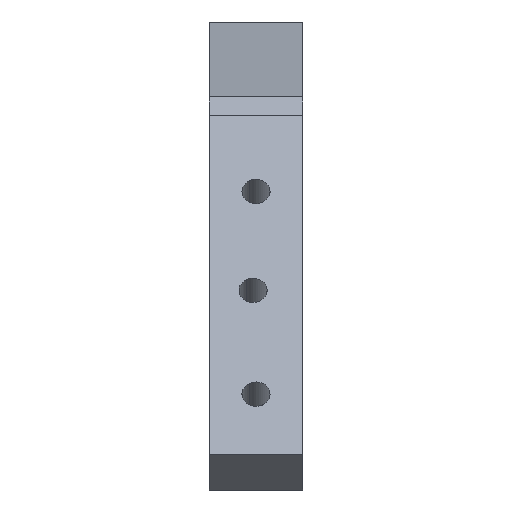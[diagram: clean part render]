
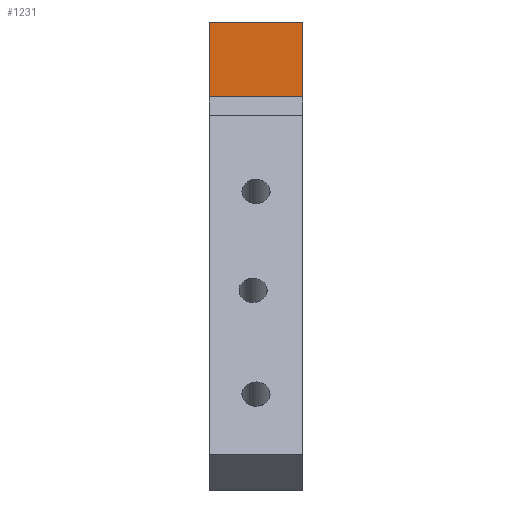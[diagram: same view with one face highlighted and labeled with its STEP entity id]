
A CAD part, front view. The second image highlights one B-rep face of the part: STEP entity #1231.
In plain terms, the highlighted planar face has unit normal (0, -1, 0).
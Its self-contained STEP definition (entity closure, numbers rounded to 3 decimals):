
#95 = PLANE('',#96);
#96 = AXIS2_PLACEMENT_3D('',#97,#98,#99);
#97 = CARTESIAN_POINT('',(0.,0.063,-40.));
#98 = DIRECTION('',(-1.,0.,0.));
#99 = DIRECTION('',(0.,-1.,0.));
#149 = PLANE('',#150);
#150 = AXIS2_PLACEMENT_3D('',#151,#152,#153);
#151 = CARTESIAN_POINT('',(40.,0.063,-40.));
#152 = DIRECTION('',(-1.,0.,0.));
#153 = DIRECTION('',(0.,-1.,0.));
#312 = VERTEX_POINT('',#313);
#313 = CARTESIAN_POINT('',(0.,-29.937,-31.962));
#327 = PLANE('',#328);
#328 = AXIS2_PLACEMENT_3D('',#329,#330,#331);
#329 = CARTESIAN_POINT('',(40.,-118.294,-185.));
#330 = DIRECTION('',(0.,-0.866,0.5));
#331 = DIRECTION('',(0.,0.5,0.866));
#339 = EDGE_CURVE('',#340,#312,#342,.T.);
#340 = VERTEX_POINT('',#341);
#341 = CARTESIAN_POINT('',(0.,-29.937,
    0.));
#342 = SURFACE_CURVE('',#343,(#347,#354),.PCURVE_S1.);
#343 = LINE('',#344,#345);
#344 = CARTESIAN_POINT('',(0.,-29.937,-15.981));
#345 = VECTOR('',#346,1.);
#346 = DIRECTION('',(0.,0.,-1.));
#347 = PCURVE('',#95,#348);
#348 = DEFINITIONAL_REPRESENTATION('',(#349),#353);
#349 = LINE('',#350,#351);
#350 = CARTESIAN_POINT('',(30.,24.019));
#351 = VECTOR('',#352,1.);
#352 = DIRECTION('',(0.,-1.));
#353 = ( GEOMETRIC_REPRESENTATION_CONTEXT(2) 
PARAMETRIC_REPRESENTATION_CONTEXT() REPRESENTATION_CONTEXT('2D SPACE',''
  ) );
#354 = PCURVE('',#355,#360);
#355 = PLANE('',#356);
#356 = AXIS2_PLACEMENT_3D('',#357,#358,#359);
#357 = CARTESIAN_POINT('',(40.,-29.937,0.));
#358 = DIRECTION('',(0.,1.,0.));
#359 = DIRECTION('',(0.,0.,-1.));
#360 = DEFINITIONAL_REPRESENTATION('',(#361),#365);
#361 = LINE('',#362,#363);
#362 = CARTESIAN_POINT('',(15.981,40.));
#363 = VECTOR('',#364,1.);
#364 = DIRECTION('',(1.,0.));
#365 = ( GEOMETRIC_REPRESENTATION_CONTEXT(2) 
PARAMETRIC_REPRESENTATION_CONTEXT() REPRESENTATION_CONTEXT('2D SPACE',''
  ) );
#383 = PLANE('',#384);
#384 = AXIS2_PLACEMENT_3D('',#385,#386,#387);
#385 = CARTESIAN_POINT('',(40.,-29.937,0.));
#386 = DIRECTION('',(0.,0.,1.));
#387 = DIRECTION('',(0.,1.,0.));
#1188 = VERTEX_POINT('',#1189);
#1189 = CARTESIAN_POINT('',(40.,-29.937,-31.962));
#1210 = EDGE_CURVE('',#1188,#312,#1211,.T.);
#1211 = SURFACE_CURVE('',#1212,(#1216,#1223),.PCURVE_S1.);
#1212 = LINE('',#1213,#1214);
#1213 = CARTESIAN_POINT('',(20.,-29.937,-31.962));
#1214 = VECTOR('',#1215,1.);
#1215 = DIRECTION('',(-1.,0.,0.));
#1216 = PCURVE('',#327,#1217);
#1217 = DEFINITIONAL_REPRESENTATION('',(#1218),#1222);
#1218 = LINE('',#1219,#1220);
#1219 = CARTESIAN_POINT('',(176.714,20.));
#1220 = VECTOR('',#1221,1.);
#1221 = DIRECTION('',(0.,1.));
#1222 = ( GEOMETRIC_REPRESENTATION_CONTEXT(2) 
PARAMETRIC_REPRESENTATION_CONTEXT() REPRESENTATION_CONTEXT('2D SPACE',''
  ) );
#1223 = PCURVE('',#355,#1224);
#1224 = DEFINITIONAL_REPRESENTATION('',(#1225),#1229);
#1225 = LINE('',#1226,#1227);
#1226 = CARTESIAN_POINT('',(31.962,20.));
#1227 = VECTOR('',#1228,1.);
#1228 = DIRECTION('',(0.,1.));
#1229 = ( GEOMETRIC_REPRESENTATION_CONTEXT(2) 
PARAMETRIC_REPRESENTATION_CONTEXT() REPRESENTATION_CONTEXT('2D SPACE',''
  ) );
#1231 = ADVANCED_FACE('',(#1232),#355,.F.);
#1232 = FACE_BOUND('',#1233,.T.);
#1233 = EDGE_LOOP('',(#1234,#1235,#1258,#1279));
#1234 = ORIENTED_EDGE('',*,*,#1210,.F.);
#1235 = ORIENTED_EDGE('',*,*,#1236,.F.);
#1236 = EDGE_CURVE('',#1237,#1188,#1239,.T.);
#1237 = VERTEX_POINT('',#1238);
#1238 = CARTESIAN_POINT('',(40.,-29.937,0.));
#1239 = SURFACE_CURVE('',#1240,(#1244,#1251),.PCURVE_S1.);
#1240 = LINE('',#1241,#1242);
#1241 = CARTESIAN_POINT('',(40.,-29.937,-15.981));
#1242 = VECTOR('',#1243,1.);
#1243 = DIRECTION('',(0.,0.,-1.));
#1244 = PCURVE('',#355,#1245);
#1245 = DEFINITIONAL_REPRESENTATION('',(#1246),#1250);
#1246 = LINE('',#1247,#1248);
#1247 = CARTESIAN_POINT('',(15.981,0.));
#1248 = VECTOR('',#1249,1.);
#1249 = DIRECTION('',(1.,0.));
#1250 = ( GEOMETRIC_REPRESENTATION_CONTEXT(2) 
PARAMETRIC_REPRESENTATION_CONTEXT() REPRESENTATION_CONTEXT('2D SPACE',''
  ) );
#1251 = PCURVE('',#149,#1252);
#1252 = DEFINITIONAL_REPRESENTATION('',(#1253),#1257);
#1253 = LINE('',#1254,#1255);
#1254 = CARTESIAN_POINT('',(30.,24.019));
#1255 = VECTOR('',#1256,1.);
#1256 = DIRECTION('',(0.,-1.));
#1257 = ( GEOMETRIC_REPRESENTATION_CONTEXT(2) 
PARAMETRIC_REPRESENTATION_CONTEXT() REPRESENTATION_CONTEXT('2D SPACE',''
  ) );
#1258 = ORIENTED_EDGE('',*,*,#1259,.T.);
#1259 = EDGE_CURVE('',#1237,#340,#1260,.T.);
#1260 = SURFACE_CURVE('',#1261,(#1265,#1272),.PCURVE_S1.);
#1261 = LINE('',#1262,#1263);
#1262 = CARTESIAN_POINT('',(20.,-29.937,0.));
#1263 = VECTOR('',#1264,1.);
#1264 = DIRECTION('',(-1.,0.,0.));
#1265 = PCURVE('',#355,#1266);
#1266 = DEFINITIONAL_REPRESENTATION('',(#1267),#1271);
#1267 = LINE('',#1268,#1269);
#1268 = CARTESIAN_POINT('',(0.,20.));
#1269 = VECTOR('',#1270,1.);
#1270 = DIRECTION('',(0.,1.));
#1271 = ( GEOMETRIC_REPRESENTATION_CONTEXT(2) 
PARAMETRIC_REPRESENTATION_CONTEXT() REPRESENTATION_CONTEXT('2D SPACE',''
  ) );
#1272 = PCURVE('',#383,#1273);
#1273 = DEFINITIONAL_REPRESENTATION('',(#1274),#1278);
#1274 = LINE('',#1275,#1276);
#1275 = CARTESIAN_POINT('',(0.,20.));
#1276 = VECTOR('',#1277,1.);
#1277 = DIRECTION('',(0.,1.));
#1278 = ( GEOMETRIC_REPRESENTATION_CONTEXT(2) 
PARAMETRIC_REPRESENTATION_CONTEXT() REPRESENTATION_CONTEXT('2D SPACE',''
  ) );
#1279 = ORIENTED_EDGE('',*,*,#339,.T.);
